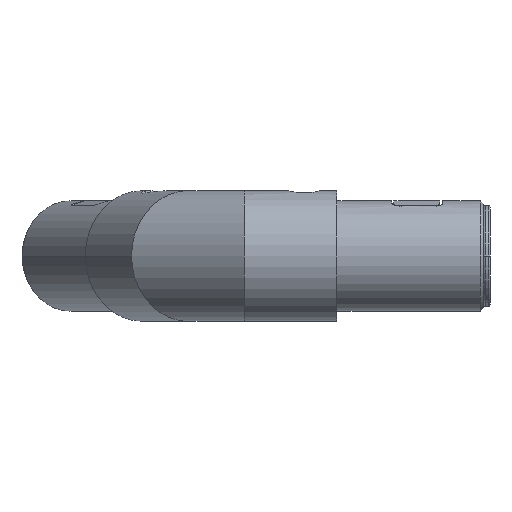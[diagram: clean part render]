
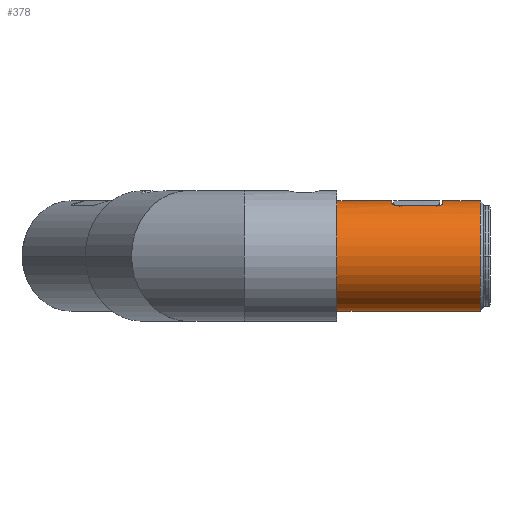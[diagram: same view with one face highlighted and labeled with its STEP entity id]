
A CAD part, front view. The second image highlights one B-rep face of the part: STEP entity #378.
In plain terms, the highlighted cylindrical face has radius 16.9 mm (diameter 33.8 mm), a partial arc.
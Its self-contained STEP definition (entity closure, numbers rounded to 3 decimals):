
#378 = ADVANCED_FACE ( 'NONE', ( #9988 ), #9993, .T. ) ;
#3177 = AXIS2_PLACEMENT_3D ( 'NONE', #7124, #7125, #7126 ) ;
#3179 = AXIS2_PLACEMENT_3D ( 'NONE', #7119, #7120, #7121 ) ;
#3292 = ORIENTED_EDGE ( 'NONE', *, *, #3634, .T. ) ;
#3294 = ORIENTED_EDGE ( 'NONE', *, *, #3687, .T. ) ;
#3325 = ORIENTED_EDGE ( 'NONE', *, *, #3722, .T. ) ;
#3371 = ORIENTED_EDGE ( 'NONE', *, *, #3637, .T. ) ;
#3379 = ORIENTED_EDGE ( 'NONE', *, *, #3724, .F. ) ;
#3394 = ORIENTED_EDGE ( 'NONE', *, *, #3643, .F. ) ;
#3412 = ORIENTED_EDGE ( 'NONE', *, *, #3714, .T. ) ;
#3414 = ORIENTED_EDGE ( 'NONE', *, *, #3688, .F. ) ;
#3416 = ORIENTED_EDGE ( 'NONE', *, *, #3636, .F. ) ;
#3458 = ORIENTED_EDGE ( 'NONE', *, *, #3647, .T. ) ;
#3634 = EDGE_CURVE ( 'NONE', #10553, #10367, #9192, .T. ) ;
#3636 = EDGE_CURVE ( 'NONE', #10413, #10411, #9197, .T. ) ;
#3637 = EDGE_CURVE ( 'NONE', #10567, #10568, #9208, .T. ) ;
#3643 = EDGE_CURVE ( 'NONE', #10567, #10382, #9207, .T. ) ;
#3647 = EDGE_CURVE ( 'NONE', #10568, #10411, #9185, .T. ) ;
#3687 = EDGE_CURVE ( 'NONE', #10413, #10438, #4807, .T. ) ;
#3688 = EDGE_CURVE ( 'NONE', #10485, #10438, #9140, .T. ) ;
#3714 = EDGE_CURVE ( 'NONE', #10485, #10579, #4778, .T. ) ;
#3722 = EDGE_CURVE ( 'NONE', #10367, #10382, #9051, .T. ) ;
#3724 = EDGE_CURVE ( 'NONE', #10553, #10579, #4806, .T. ) ;
#3881 = DIRECTION ( 'NONE',  ( 0., 0., 1. ) ) ;
#3884 = DIRECTION ( 'NONE',  ( -1., 0., 0. ) ) ;
#3885 = CARTESIAN_POINT ( 'NONE',  ( 45., 0., 0. ) ) ;
#4778 = B_SPLINE_CURVE_WITH_KNOTS ( 'NONE', 3,
 ( #5163, #5150, #5158, #5164, #5165, #5166, #5167, #5168, #5169, #5170, #5171, #5172, #5173, #5174, #5175, #5176 ),
 .UNSPECIFIED., .F., .F.,
 ( 4, 2, 2, 2, 2, 2, 2, 4 ),
 ( 0., 0., 0.001, 0.001, 0.002, 0.002, 0.003, 0.003 ),
 .UNSPECIFIED. ) ;
#4806 =( BOUNDED_CURVE ( )  B_SPLINE_CURVE ( 3, ( #5213, #5214, #5219, #5220 ),
 .UNSPECIFIED., .F., .F. ) 
 B_SPLINE_CURVE_WITH_KNOTS ( ( 4, 4 ),
 ( 0., 0.3 ),
 .UNSPECIFIED. ) 
 CURVE ( )  GEOMETRIC_REPRESENTATION_ITEM ( )  RATIONAL_B_SPLINE_CURVE ( ( 1., 0.992, 0.992, 1. ) ) 
 REPRESENTATION_ITEM ( '' )  );
#4807 = B_SPLINE_CURVE_WITH_KNOTS ( 'NONE', 3,
 ( #5012, #5008, #5009, #5013, #5014, #5015, #5016, #5017, #5018, #5019, #5020, #5021, #5022, #5023, #5024, #5025 ),
 .UNSPECIFIED., .F., .F.,
 ( 4, 2, 2, 2, 2, 2, 2, 4 ),
 ( 0., 0.001, 0.001, 0.002, 0.002, 0.002, 0.003, 0.003 ),
 .UNSPECIFIED. ) ;
#5008 = CARTESIAN_POINT ( 'NONE',  ( 32.5, -5.261, 16.063 ) ) ;
#5009 = CARTESIAN_POINT ( 'NONE',  ( 32.45, -5.514, 15.977 ) ) ;
#5012 = CARTESIAN_POINT ( 'NONE',  ( 32.5, -5., 16.143 ) ) ;
#5013 = CARTESIAN_POINT ( 'NONE',  ( 32.305, -5.872, 15.848 ) ) ;
#5014 = CARTESIAN_POINT ( 'NONE',  ( 32.245, -5.985, 15.805 ) ) ;
#5015 = CARTESIAN_POINT ( 'NONE',  ( 32.105, -6.2, 15.722 ) ) ;
#5016 = CARTESIAN_POINT ( 'NONE',  ( 32.023, -6.302, 15.681 ) ) ;
#5017 = CARTESIAN_POINT ( 'NONE',  ( 31.842, -6.488, 15.605 ) ) ;
#5018 = CARTESIAN_POINT ( 'NONE',  ( 31.743, -6.572, 15.57 ) ) ;
#5019 = CARTESIAN_POINT ( 'NONE',  ( 31.527, -6.721, 15.506 ) ) ;
#5020 = CARTESIAN_POINT ( 'NONE',  ( 31.409, -6.786, 15.478 ) ) ;
#5021 = CARTESIAN_POINT ( 'NONE',  ( 31.165, -6.891, 15.431 ) ) ;
#5022 = CARTESIAN_POINT ( 'NONE',  ( 31.038, -6.931, 15.413 ) ) ;
#5023 = CARTESIAN_POINT ( 'NONE',  ( 30.774, -6.986, 15.389 ) ) ;
#5024 = CARTESIAN_POINT ( 'NONE',  ( 30.637, -7., 15.382 ) ) ;
#5025 = CARTESIAN_POINT ( 'NONE',  ( 30.5, -7., 15.382 ) ) ;
#5026 = CARTESIAN_POINT ( 'NONE',  ( 45., -7., 15.382 ) ) ;
#5027 = DIRECTION ( 'NONE',  ( 1., 0., 0. ) ) ;
#5150 = CARTESIAN_POINT ( 'NONE',  ( 19.009, -7., 15.382 ) ) ;
#5158 = CARTESIAN_POINT ( 'NONE',  ( 18.868, -6.986, 15.389 ) ) ;
#5163 = CARTESIAN_POINT ( 'NONE',  ( 19.152, -7., 15.382 ) ) ;
#5164 = CARTESIAN_POINT ( 'NONE',  ( 18.591, -6.932, 15.413 ) ) ;
#5165 = CARTESIAN_POINT ( 'NONE',  ( 18.454, -6.892, 15.431 ) ) ;
#5166 = CARTESIAN_POINT ( 'NONE',  ( 18.192, -6.789, 15.476 ) ) ;
#5167 = CARTESIAN_POINT ( 'NONE',  ( 18.067, -6.727, 15.504 ) ) ;
#5168 = CARTESIAN_POINT ( 'NONE',  ( 17.83, -6.583, 15.566 ) ) ;
#5169 = CARTESIAN_POINT ( 'NONE',  ( 17.717, -6.5, 15.6 ) ) ;
#5170 = CARTESIAN_POINT ( 'NONE',  ( 17.512, -6.319, 15.675 ) ) ;
#5171 = CARTESIAN_POINT ( 'NONE',  ( 17.418, -6.221, 15.714 ) ) ;
#5172 = CARTESIAN_POINT ( 'NONE',  ( 17.248, -6.007, 15.797 ) ) ;
#5173 = CARTESIAN_POINT ( 'NONE',  ( 17.172, -5.893, 15.84 ) ) ;
#5174 = CARTESIAN_POINT ( 'NONE',  ( 16.983, -5.537, 15.969 ) ) ;
#5175 = CARTESIAN_POINT ( 'NONE',  ( 16.9, -5.273, 16.059 ) ) ;
#5176 = CARTESIAN_POINT ( 'NONE',  ( 16.878, -5., 16.143 ) ) ;
#5210 = CARTESIAN_POINT ( 'NONE',  ( 0., 0., 0. ) ) ;
#5211 = DIRECTION ( 'NONE',  ( 1., 0., 0. ) ) ;
#5212 = DIRECTION ( 'NONE',  ( 0., 0., -1. ) ) ;
#5213 = CARTESIAN_POINT ( 'NONE',  ( 16.675, 0., 16.9 ) ) ;
#5214 = CARTESIAN_POINT ( 'NONE',  ( 16.675, -1.698, 16.9 ) ) ;
#5219 = CARTESIAN_POINT ( 'NONE',  ( 16.743, -3.378, 16.646 ) ) ;
#5220 = CARTESIAN_POINT ( 'NONE',  ( 16.878, -5., 16.143 ) ) ;
#5476 = CARTESIAN_POINT ( 'NONE',  ( 0., 0., 16.9 ) ) ;
#5489 = CARTESIAN_POINT ( 'NONE',  ( 0., 0., -16.9 ) ) ;
#5501 = CARTESIAN_POINT ( 'NONE',  ( 32.5, 0., 16.9 ) ) ;
#5503 = CARTESIAN_POINT ( 'NONE',  ( 32.5, -5., 16.143 ) ) ;
#5516 = CARTESIAN_POINT ( 'NONE',  ( 30.5, -7., 15.382 ) ) ;
#5564 = CARTESIAN_POINT ( 'NONE',  ( 19.152, -7., 15.382 ) ) ;
#5626 = CARTESIAN_POINT ( 'NONE',  ( 16.675, 0., 16.9 ) ) ;
#5640 = CARTESIAN_POINT ( 'NONE',  ( 44., 0., -16.9 ) ) ;
#5641 = CARTESIAN_POINT ( 'NONE',  ( 44., 0., 16.9 ) ) ;
#5651 = CARTESIAN_POINT ( 'NONE',  ( 16.878, -5., 16.143 ) ) ;
#7112 = CARTESIAN_POINT ( 'NONE',  ( 45., 0., 16.9 ) ) ;
#7116 = DIRECTION ( 'NONE',  ( -1., 0., 0. ) ) ;
#7119 = CARTESIAN_POINT ( 'NONE',  ( 32.5, 0., 0. ) ) ;
#7120 = DIRECTION ( 'NONE',  ( -1., 0., 0. ) ) ;
#7121 = DIRECTION ( 'NONE',  ( 0., 0., 1. ) ) ;
#7124 = CARTESIAN_POINT ( 'NONE',  ( 44., 0., 0. ) ) ;
#7125 = DIRECTION ( 'NONE',  ( -1., 0., 0. ) ) ;
#7126 = DIRECTION ( 'NONE',  ( 0., 0., -1. ) ) ;
#7224 = CARTESIAN_POINT ( 'NONE',  ( 45., 0., -16.9 ) ) ;
#7235 = DIRECTION ( 'NONE',  ( -1., 0., 0. ) ) ;
#7243 = CARTESIAN_POINT ( 'NONE',  ( 45., 0., 16.9 ) ) ;
#7260 = DIRECTION ( 'NONE',  ( -1., 0., 0. ) ) ;
#9051 = CIRCLE ( 'NONE', #9421, 16.9 ) ;
#9108 = VECTOR ( 'NONE', #5027, 1000. ) ;
#9135 = AXIS2_PLACEMENT_3D ( 'NONE', #3885, #3884, #3881 ) ;
#9140 = LINE ( 'NONE', #5026, #9108 ) ;
#9185 = LINE ( 'NONE', #7243, #9191 ) ;
#9188 = VECTOR ( 'NONE', #7235, 1000. ) ;
#9191 = VECTOR ( 'NONE', #7260, 1000. ) ;
#9192 = LINE ( 'NONE', #7112, #9211 ) ;
#9197 = CIRCLE ( 'NONE', #3179, 16.9 ) ;
#9207 = LINE ( 'NONE', #7224, #9188 ) ;
#9208 = CIRCLE ( 'NONE', #3177, 16.9 ) ;
#9211 = VECTOR ( 'NONE', #7116, 1000. ) ;
#9421 = AXIS2_PLACEMENT_3D ( 'NONE', #5210, #5211, #5212 ) ;
#9876 = EDGE_LOOP ( 'NONE', ( #3394, #3371, #3458, #3416, #3294, #3414, #3412, #3379, #3292, #3325 ) ) ;
#9988 = FACE_OUTER_BOUND ( 'NONE', #9876, .T. ) ;
#9993 = CYLINDRICAL_SURFACE ( 'NONE', #9135, 16.9 ) ;
#10367 = VERTEX_POINT ( 'NONE', #5476 ) ;
#10382 = VERTEX_POINT ( 'NONE', #5489 ) ;
#10411 = VERTEX_POINT ( 'NONE', #5501 ) ;
#10413 = VERTEX_POINT ( 'NONE', #5503 ) ;
#10438 = VERTEX_POINT ( 'NONE', #5516 ) ;
#10485 = VERTEX_POINT ( 'NONE', #5564 ) ;
#10553 = VERTEX_POINT ( 'NONE', #5626 ) ;
#10567 = VERTEX_POINT ( 'NONE', #5640 ) ;
#10568 = VERTEX_POINT ( 'NONE', #5641 ) ;
#10579 = VERTEX_POINT ( 'NONE', #5651 ) ;
